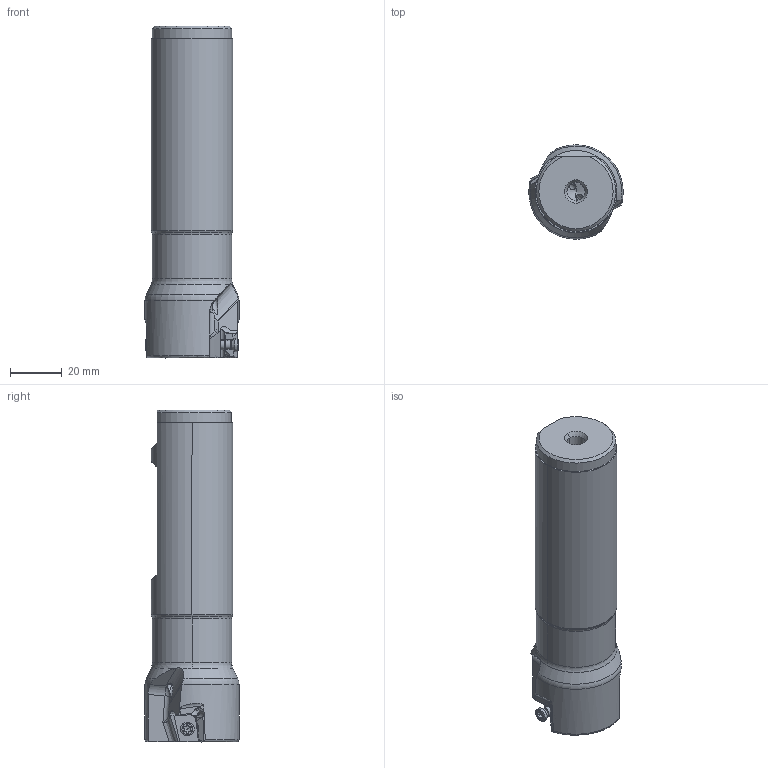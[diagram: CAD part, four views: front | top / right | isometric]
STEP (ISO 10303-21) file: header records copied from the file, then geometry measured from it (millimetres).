
FILE_DESCRIPTION(/* description */ (''),/* implementation_level */ '2;1');
FILE_NAME(/* name */ 'VPX300UR2402FA20S.stp',/* time_stamp */ '2025-07-08T15:59:11+09:00',/* author */ (''),/* organization */ (''),/* preprocessor_version */ 'ST-DEVELOPER v18.101',/* originating_system */ 'SIEMENS PLM Software NX 2011',/* authorisation */ '');
FILE_SCHEMA (('AUTOMOTIVE_DESIGN { 1 0 10303 214 3 1 1 1 }'));
Length unit declared in the file: millimetre
Products named in the file (1): VPX300UR2402FA20S_ASM
Bounding box: 36.5 x 36.48 x 128.57 mm (x, y, z)
Volume: 97192 mm3; surface area: 17870.3 mm2
Topology: 3 solids, 3 shells, 237 faces, 676 edges, 450 vertices
Faces by surface type: cylinder 99, plane 67, cone 35, torus 22, extrusion 8, sphere 4, bspline 2
Entity records: 9444 total; most frequent: CARTESIAN_POINT 3369, ORIENTED_EDGE 1328, DIRECTION 1159, EDGE_CURVE 664, AXIS2_PLACEMENT_3D 465, VERTEX_POINT 445, EDGE_LOOP 253, ADVANCED_FACE 237
